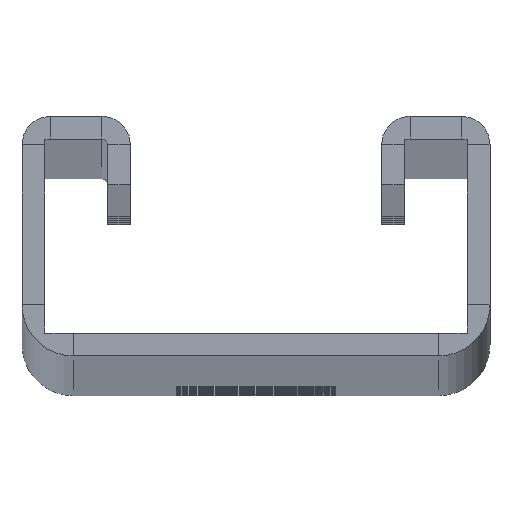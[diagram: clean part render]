
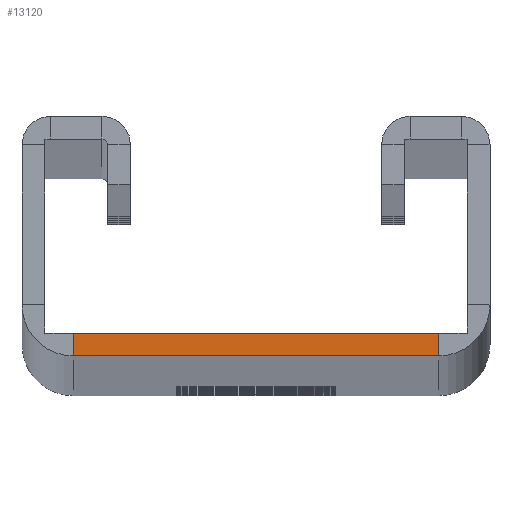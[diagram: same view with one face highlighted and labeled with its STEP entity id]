
A CAD part, top view. The second image highlights one B-rep face of the part: STEP entity #13120.
In plain terms, the highlighted planar face has unit normal (0, 0, 1).
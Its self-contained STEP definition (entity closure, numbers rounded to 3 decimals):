
#1172 = ORIENTED_EDGE ( 'NONE', *, *, #3161, .T. ) ;
#1303 = DIRECTION ( 'NONE',  ( 0., 0., 1. ) ) ;
#1455 = CARTESIAN_POINT ( 'NONE',  ( 18.5, 4.5, 2000. ) ) ;
#1507 = CARTESIAN_POINT ( 'NONE',  ( -16., 2., 2000. ) ) ;
#1983 = CARTESIAN_POINT ( 'NONE',  ( 16., 2., 2000. ) ) ;
#2275 = DIRECTION ( 'NONE',  ( 0., 1., 0. ) ) ;
#2340 = DIRECTION ( 'NONE',  ( 0., -1., 0. ) ) ;
#2936 = EDGE_CURVE ( 'NONE', #11483, #10773, #6611, .T. ) ;
#3161 = EDGE_CURVE ( 'NONE', #10773, #10949, #8035, .T. ) ;
#3996 = LINE ( 'NONE', #14612, #4192 ) ;
#4073 = VECTOR ( 'NONE', #2340, 1000. ) ;
#4147 = DIRECTION ( 'NONE',  ( 1., 0., 0. ) ) ;
#4192 = VECTOR ( 'NONE', #4147, 1000. ) ;
#4624 = CARTESIAN_POINT ( 'NONE',  ( 16., 0., 2000. ) ) ;
#4792 = PLANE ( 'NONE',  #5899 ) ;
#5825 = CARTESIAN_POINT ( 'NONE',  ( -16., 2., 2000. ) ) ;
#5899 = AXIS2_PLACEMENT_3D ( 'NONE', #1455, #1303, #12759 ) ;
#6131 = LINE ( 'NONE', #5825, #4073 ) ;
#6611 = LINE ( 'NONE', #13435, #11365 ) ;
#8035 = LINE ( 'NONE', #4624, #14501 ) ;
#8137 = FACE_OUTER_BOUND ( 'NONE', #9734, .T. ) ;
#8499 = CARTESIAN_POINT ( 'NONE',  ( 16., 0., 2000. ) ) ;
#8507 = EDGE_CURVE ( 'NONE', #13622, #11483, #6131, .T. ) ;
#9734 = EDGE_LOOP ( 'NONE', ( #14115, #1172, #14034, #10363 ) ) ;
#10363 = ORIENTED_EDGE ( 'NONE', *, *, #8507, .T. ) ;
#10773 = VERTEX_POINT ( 'NONE', #8499 ) ;
#10949 = VERTEX_POINT ( 'NONE', #1983 ) ;
#11068 = DIRECTION ( 'NONE',  ( 1., 0., 0. ) ) ;
#11365 = VECTOR ( 'NONE', #11068, 1000. ) ;
#11483 = VERTEX_POINT ( 'NONE', #13859 ) ;
#11729 = EDGE_CURVE ( 'NONE', #13622, #10949, #3996, .T. ) ;
#12759 = DIRECTION ( 'NONE',  ( 1., 0., 0. ) ) ;
#13120 = ADVANCED_FACE ( 'NONE', ( #8137 ), #4792, .T. ) ;
#13435 = CARTESIAN_POINT ( 'NONE',  ( 16., 0., 2000. ) ) ;
#13622 = VERTEX_POINT ( 'NONE', #1507 ) ;
#13859 = CARTESIAN_POINT ( 'NONE',  ( -16., 0., 2000. ) ) ;
#14034 = ORIENTED_EDGE ( 'NONE', *, *, #11729, .F. ) ;
#14115 = ORIENTED_EDGE ( 'NONE', *, *, #2936, .T. ) ;
#14501 = VECTOR ( 'NONE', #2275, 1000. ) ;
#14612 = CARTESIAN_POINT ( 'NONE',  ( 16., 2., 2000. ) ) ;
